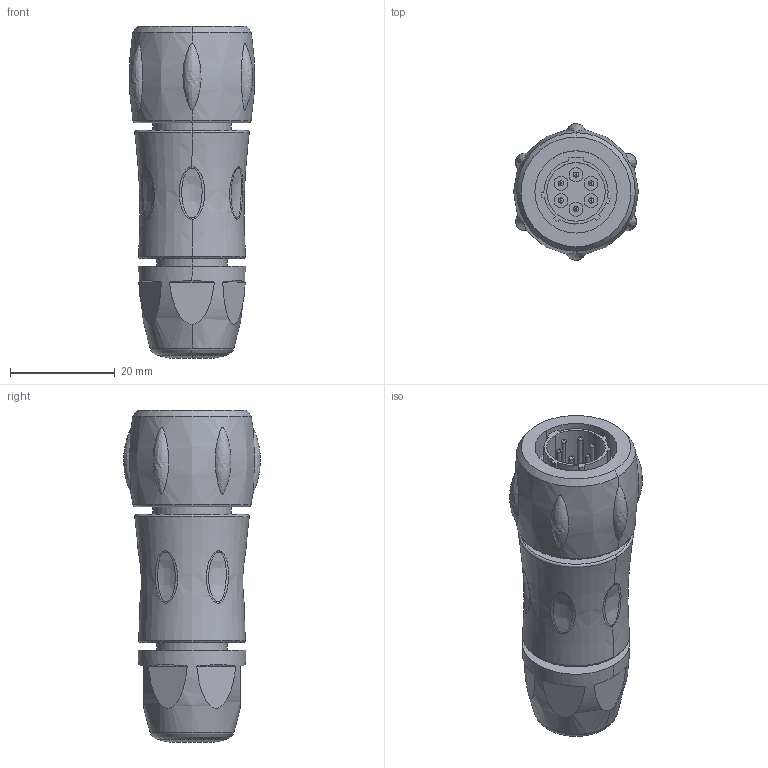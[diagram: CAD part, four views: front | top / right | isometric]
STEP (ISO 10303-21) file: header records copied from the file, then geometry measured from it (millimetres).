
FILE_DESCRIPTION((''),'2;1');
FILE_NAME('UTS6JC106P-CATALOGUE_SW_ASM','2010-09-09T',('amartin'),(''),'PRO/ENGINEER BY PARAMETRIC TECHNOLOGY CORPORATION, 2007390','PRO/ENGINEER BY PARAMETRIC TECHNOLOGY CORPORATION, 2007390','');
FILE_SCHEMA(('CONFIG_CONTROL_DESIGN'));
Length unit declared in the file: inch
Products named in the file (1): UTS6JC106P-CATALOGUE_SW_ASM
Bounding box: 23.85 x 26.14 x 63.4 mm (x, y, z)
Volume: 19866.6 mm3; surface area: 6522.4 mm2
Topology: 1 solids, 1 shells, 141 faces, 302 edges, 194 vertices
Faces by surface type: cylinder 44, plane 43, bspline 42, torus 10, sphere 2
Entity records: 7250 total; most frequent: CARTESIAN_POINT 4280, ORIENTED_EDGE 604, DIRECTION 596, EDGE_CURVE 302, AXIS2_PLACEMENT_3D 258, VERTEX_POINT 194, EDGE_LOOP 172, CIRCLE 158
